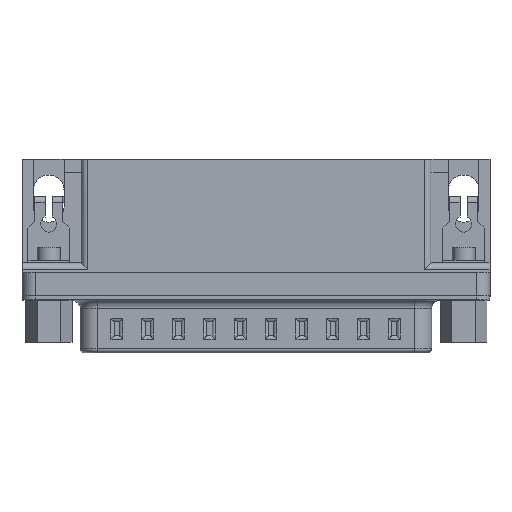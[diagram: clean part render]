
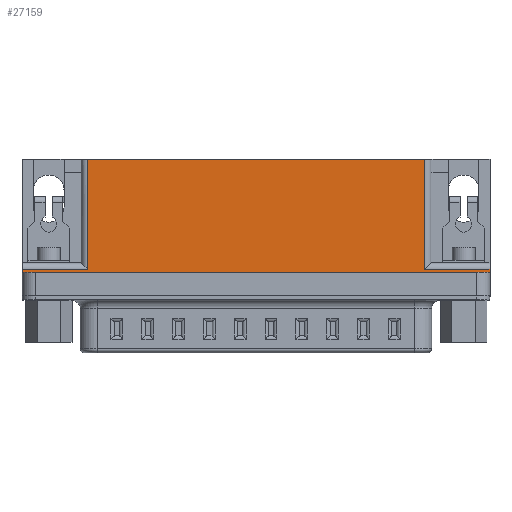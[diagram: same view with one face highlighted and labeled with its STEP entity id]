
A CAD part, top view. The second image highlights one B-rep face of the part: STEP entity #27159.
In plain terms, the highlighted planar face has unit normal (0, 0, 1).
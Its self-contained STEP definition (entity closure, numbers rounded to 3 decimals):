
#2295=ORIENTED_EDGE('',*,*,#9999,.F.);
#2296=ORIENTED_EDGE('',*,*,#10040,.T.);
#2297=ORIENTED_EDGE('',*,*,#10041,.T.);
#2298=ORIENTED_EDGE('',*,*,#10042,.F.);
#2299=ORIENTED_EDGE('',*,*,#10043,.F.);
#2300=ORIENTED_EDGE('',*,*,#10044,.F.);
#2301=ORIENTED_EDGE('',*,*,#10045,.T.);
#2302=ORIENTED_EDGE('',*,*,#10046,.T.);
#9999=EDGE_CURVE('',#13830,#13831,#16419,.T.);
#10040=EDGE_CURVE('',#13830,#13859,#16457,.F.);
#10041=EDGE_CURVE('',#13859,#13860,#16458,.T.);
#10042=EDGE_CURVE('',#13861,#13860,#16459,.T.);
#10043=EDGE_CURVE('',#13862,#13861,#16460,.T.);
#10044=EDGE_CURVE('',#13863,#13862,#16461,.T.);
#10045=EDGE_CURVE('',#13863,#13864,#16462,.T.);
#10046=EDGE_CURVE('',#13864,#13831,#16463,.T.);
#13830=VERTEX_POINT('',#40059);
#13831=VERTEX_POINT('',#40061);
#13859=VERTEX_POINT('',#40138);
#13860=VERTEX_POINT('',#40140);
#13861=VERTEX_POINT('',#40142);
#13862=VERTEX_POINT('',#40144);
#13863=VERTEX_POINT('',#40146);
#13864=VERTEX_POINT('',#40148);
#16419=LINE('',#40060,#19717);
#16457=LINE('',#40137,#19755);
#16458=LINE('',#40139,#19756);
#16459=LINE('',#40141,#19757);
#16460=LINE('',#40143,#19758);
#16461=LINE('',#40145,#19759);
#16462=LINE('',#40147,#19760);
#16463=LINE('',#40149,#19761);
#19717=VECTOR('',#32055,1000.);
#19755=VECTOR('',#32115,1000.);
#19756=VECTOR('',#32116,1000.);
#19757=VECTOR('',#32117,1000.);
#19758=VECTOR('',#32118,1000.);
#19759=VECTOR('',#32119,1000.);
#19760=VECTOR('',#32120,1000.);
#19761=VECTOR('',#32121,1000.);
#22485=EDGE_LOOP('',(#2295,#2296,#2297,#2298,#2299,#2300,#2301,#2302));
#24326=FACE_BOUND('',#22485,.T.);
#26076=PLANE('',#29024);
#27159=ADVANCED_FACE('',(#24326),#26076,.F.);
#29024=AXIS2_PLACEMENT_3D('',#40136,#32113,#32114);
#32055=DIRECTION('',(1.,0.,0.));
#32113=DIRECTION('',(0.,0.,-1.));
#32114=DIRECTION('',(-1.,0.,0.));
#32115=DIRECTION('',(0.,1.,0.));
#32116=DIRECTION('',(-1.,0.,0.));
#32117=DIRECTION('',(0.,1.,0.));
#32118=DIRECTION('',(-1.,0.,0.));
#32119=DIRECTION('',(0.,-1.,0.));
#32120=DIRECTION('',(-1.,0.,0.));
#32121=DIRECTION('',(0.,1.,0.));
#40059=CARTESIAN_POINT('',(-19.15,7.775,4.25));
#40060=CARTESIAN_POINT('',(-26.55,7.775,4.25));
#40061=CARTESIAN_POINT('',(19.15,7.775,4.25));
#40136=CARTESIAN_POINT('',(0.,0.,4.25));
#40137=CARTESIAN_POINT('',(-19.15,-4.025,4.25));
#40138=CARTESIAN_POINT('',(-19.15,-4.725,4.25));
#40139=CARTESIAN_POINT('',(0.,-4.725,4.25));
#40140=CARTESIAN_POINT('',(-26.55,-4.725,4.25));
#40141=CARTESIAN_POINT('',(-26.55,-5.075,4.25));
#40142=CARTESIAN_POINT('',(-26.55,-5.075,4.25));
#40143=CARTESIAN_POINT('',(26.55,-5.075,4.25));
#40144=CARTESIAN_POINT('',(26.55,-5.075,4.25));
#40145=CARTESIAN_POINT('',(26.55,7.775,4.25));
#40146=CARTESIAN_POINT('',(26.55,-4.725,4.25));
#40147=CARTESIAN_POINT('',(0.,-4.725,4.25));
#40148=CARTESIAN_POINT('',(19.15,-4.725,4.25));
#40149=CARTESIAN_POINT('',(19.15,7.775,4.25));
